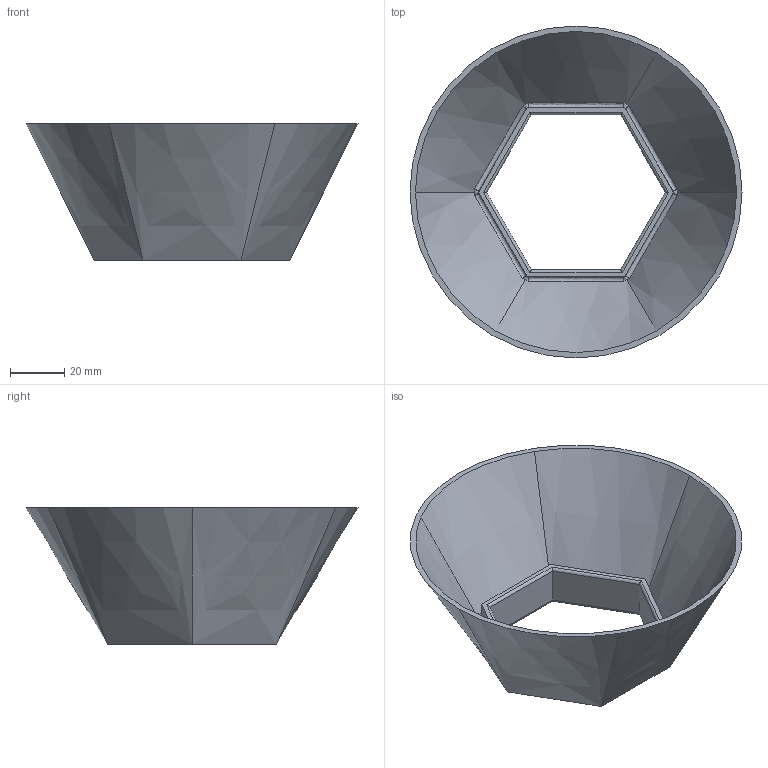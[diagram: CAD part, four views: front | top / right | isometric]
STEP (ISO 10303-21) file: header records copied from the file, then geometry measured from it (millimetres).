
FILE_DESCRIPTION(('FreeCAD Model'),'2;1');
FILE_NAME('Open CASCADE Shape Model','2024-02-03T11:33:13',(''),(''), 'Open CASCADE STEP processor 7.6','FreeCAD','Unknown');
FILE_SCHEMA(('AUTOMOTIVE_DESIGN { 1 0 10303 214 1 1 1 1 }'));
Length unit declared in the file: millimetre
Products named in the file (2): Adjustable Cup; Adjustable Cup002
Assembly tree (1 placements, depth 2):
  Adjustable Cup
    Adjustable Cup002
Bounding box: 122 x 122 x 50 mm (x, y, z)
Volume: 40573.3 mm3; surface area: 37986.5 mm2
Topology: 1 solids, 1 shells, 51 faces, 132 edges, 84 vertices
Faces by surface type: bspline 24, plane 15, cylinder 12
Entity records: 6885 total; most frequent: CARTESIAN_POINT 4568, DIRECTION 310, ORIENTED_EDGE 264, PCURVE 264, DEFINITIONAL_REPRESENTATION 264, LINE 192, VECTOR 192, B_SPLINE_CURVE_WITH_KNOTS 138
